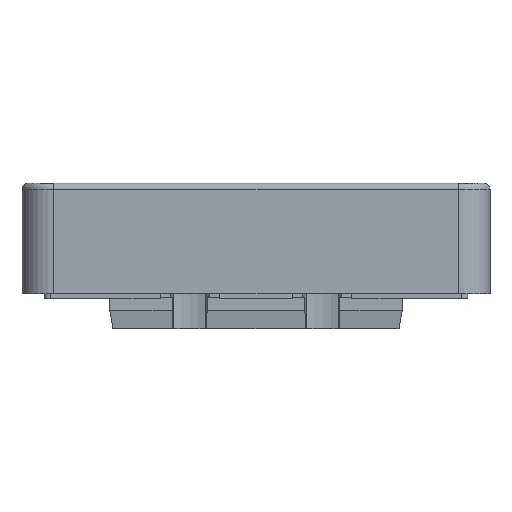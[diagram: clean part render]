
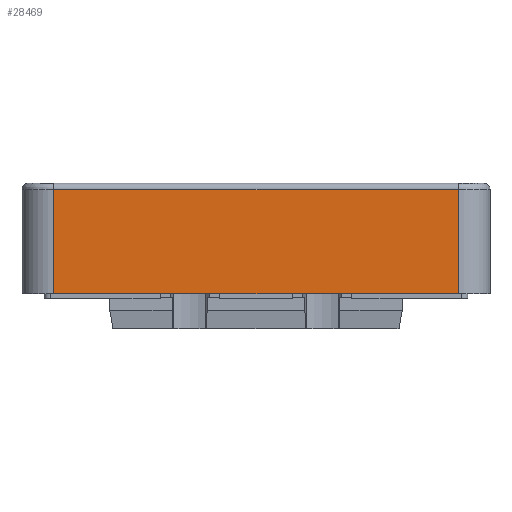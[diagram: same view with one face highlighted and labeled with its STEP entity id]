
A CAD part, front view. The second image highlights one B-rep face of the part: STEP entity #28469.
In plain terms, the highlighted planar face has unit normal (0, -1, 0).
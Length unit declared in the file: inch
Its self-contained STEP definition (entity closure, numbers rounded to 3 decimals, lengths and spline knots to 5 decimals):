
#804 = CARTESIAN_POINT ( 'NONE',  ( -1.25984, -1.14173, 0.07874 ) ) ;
#1525 = DIRECTION ( 'NONE',  ( 0., -1., 0. ) ) ;
#1736 = VERTEX_POINT ( 'NONE', #10136 ) ;
#3690 = DIRECTION ( 'NONE',  ( 0., 0., -1. ) ) ;
#5674 = DIRECTION ( 'NONE',  ( -1., 0., 0. ) ) ;
#6571 = VERTEX_POINT ( 'NONE', #11271 ) ;
#6658 = EDGE_LOOP ( 'NONE', ( #7193, #32764, #29927, #26642 ) ) ;
#6686 = EDGE_CURVE ( 'NONE', #1736, #15303, #20339, .T. ) ;
#7193 = ORIENTED_EDGE ( 'NONE', *, *, #34820, .T. ) ;
#9289 = EDGE_CURVE ( 'NONE', #15303, #22434, #18170, .T. ) ;
#10136 = CARTESIAN_POINT ( 'NONE',  ( 1.25984, -1.14173, 0.74803 ) ) ;
#10395 = PLANE ( 'NONE',  #17449 ) ;
#11271 = CARTESIAN_POINT ( 'NONE',  ( 1.25984, -1.14173, 0.09843 ) ) ;
#13985 = CARTESIAN_POINT ( 'NONE',  ( -1.25984, -1.14173, 0.09843 ) ) ;
#14193 = LINE ( 'NONE', #15154, #37425 ) ;
#15154 = CARTESIAN_POINT ( 'NONE',  ( 1.25984, -1.14173, 0.07874 ) ) ;
#15303 = VERTEX_POINT ( 'NONE', #34902 ) ;
#16782 = EDGE_CURVE ( 'NONE', #6571, #1736, #14193, .T. ) ;
#17449 = AXIS2_PLACEMENT_3D ( 'NONE', #36663, #1525, #33563 ) ;
#18140 = VECTOR ( 'NONE', #26834, 39.37008 ) ;
#18170 = LINE ( 'NONE', #804, #24691 ) ;
#20339 = LINE ( 'NONE', #32120, #24043 ) ;
#21799 = LINE ( 'NONE', #36475, #18140 ) ;
#22434 = VERTEX_POINT ( 'NONE', #13985 ) ;
#24034 = DIRECTION ( 'NONE',  ( 0., 0., 1. ) ) ;
#24043 = VECTOR ( 'NONE', #5674, 39.37008 ) ;
#24691 = VECTOR ( 'NONE', #3690, 39.37008 ) ;
#25446 = FACE_OUTER_BOUND ( 'NONE', #6658, .T. ) ;
#26642 = ORIENTED_EDGE ( 'NONE', *, *, #9289, .T. ) ;
#26834 = DIRECTION ( 'NONE',  ( 1., 0., 0. ) ) ;
#28469 = ADVANCED_FACE ( 'NONE', ( #25446 ), #10395, .T. ) ;
#29927 = ORIENTED_EDGE ( 'NONE', *, *, #6686, .T. ) ;
#32120 = CARTESIAN_POINT ( 'NONE',  ( 1.45669, -1.14173, 0.74803 ) ) ;
#32764 = ORIENTED_EDGE ( 'NONE', *, *, #16782, .T. ) ;
#33563 = DIRECTION ( 'NONE',  ( 0., 0., 1. ) ) ;
#34820 = EDGE_CURVE ( 'NONE', #22434, #6571, #21799, .T. ) ;
#34902 = CARTESIAN_POINT ( 'NONE',  ( -1.25984, -1.14173, 0.74803 ) ) ;
#36475 = CARTESIAN_POINT ( 'NONE',  ( 1.45669, -1.14173, 0.09843 ) ) ;
#36663 = CARTESIAN_POINT ( 'NONE',  ( 1.45669, -1.14173, 0.07874 ) ) ;
#37425 = VECTOR ( 'NONE', #24034, 39.37008 ) ;
